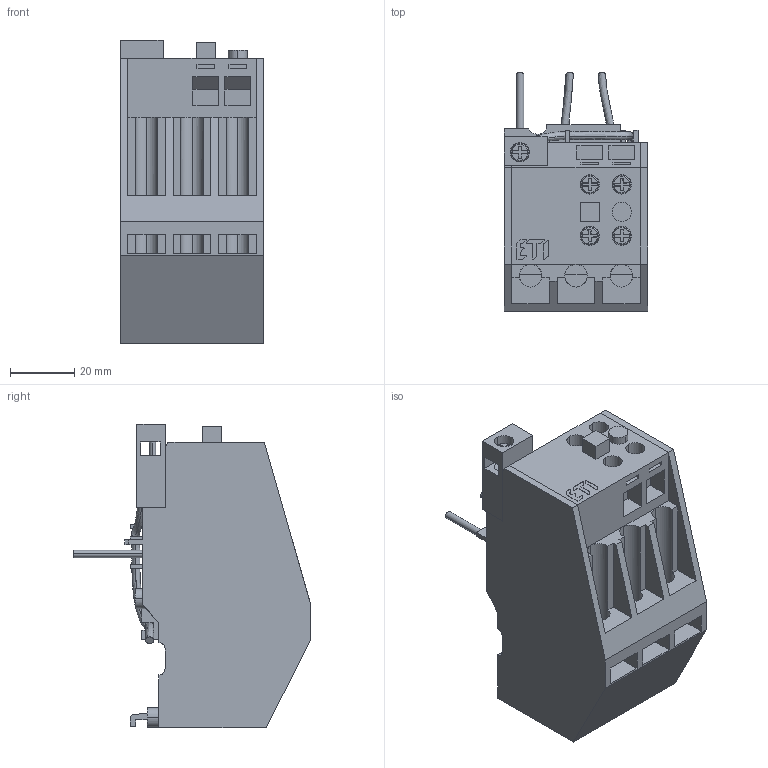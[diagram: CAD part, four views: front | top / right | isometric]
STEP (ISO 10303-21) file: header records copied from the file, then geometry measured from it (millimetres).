
FILE_DESCRIPTION((''),'2;1');
FILE_NAME('23CES-RT0-0_4_ASM','2021-06-10T',('marketing.praksa'),('Audax d.o.o.'),'CREO PARAMETRIC BY PTC INC, 2017480','CREO PARAMETRIC BY PTC INC, 2017480','');
FILE_SCHEMA(('AUTOMOTIVE_DESIGN { 1 0 10303 214 1 1 1 1 }'));
Length unit declared in the file: millimetre
Products named in the file (8): BREP_1_1_1; BREP_1_1_2; CU; BASE-CUT; PRT9526; WL-BASE; SCREW; 23CES-RT0-0_4_ASM
Assembly tree (11 placements, depth 2):
  23CES-RT0-0_4_ASM
    BREP_1_1_1
    BREP_1_1_2
    CU
    BASE-CUT
    PRT9526
    WL-BASE
    SCREW  x5
Bounding box: 44.6 x 74.05 x 94.6 mm (x, y, z)
Volume: 160950.5 mm3; surface area: 33463 mm2
Topology: 15 solids, 15 shells, 455 faces, 1181 edges, 775 vertices
Faces by surface type: plane 329, cylinder 100, torus 10, cone 10, bspline 6
Entity records: 20123 total; most frequent: CARTESIAN_POINT 4947, ORIENTED_EDGE 1914, DIRECTION 1844, PRESENTATION_STYLE_ASSIGNMENT 1327, STYLED_ITEM 1327, CURVE_STYLE 957, EDGE_CURVE 957, VECTOR 718
